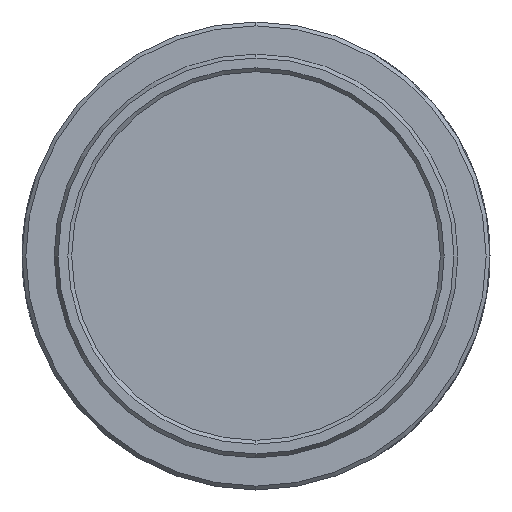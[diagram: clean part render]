
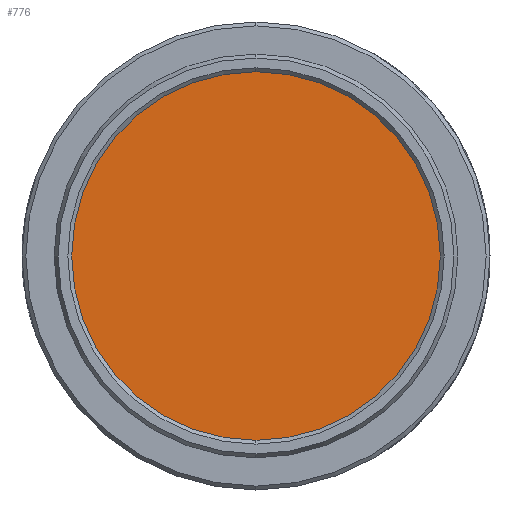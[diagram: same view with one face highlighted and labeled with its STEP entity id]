
A CAD part, left-side view. The second image highlights one B-rep face of the part: STEP entity #776.
In plain terms, the highlighted planar face has unit normal (-1, 0, 0).
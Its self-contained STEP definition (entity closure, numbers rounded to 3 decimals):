
#776 = ADVANCED_FACE ( 'NONE', ( #817 ), #6866, .F. ) ;
#817 = FACE_OUTER_BOUND ( 'NONE', #9196, .T. ) ;
#928 = CIRCLE ( 'NONE', #5430, 12.7 ) ;
#1385 = VERTEX_POINT ( 'NONE', #1438 ) ;
#1438 = CARTESIAN_POINT ( 'NONE',  ( -1.905, 2.623, -12.426 ) ) ;
#1446 = AXIS2_PLACEMENT_3D ( 'NONE', #1716, #3943, #9095 ) ;
#1716 = CARTESIAN_POINT ( 'NONE',  ( -1.905, 0., 0. ) ) ;
#1820 = DIRECTION ( 'NONE',  ( 1., 0., 0. ) ) ;
#2152 = CIRCLE ( 'NONE', #5806, 12.7 ) ;
#3719 = CARTESIAN_POINT ( 'NONE',  ( -1.905, 0., 0. ) ) ;
#3943 = DIRECTION ( 'NONE',  ( 1., 0., 0. ) ) ;
#4471 = DIRECTION ( 'NONE',  ( 0., 0.207, -0.978 ) ) ;
#4584 = ORIENTED_EDGE ( 'NONE', *, *, #9349, .F. ) ;
#5430 = AXIS2_PLACEMENT_3D ( 'NONE', #3719, #8894, #4471 ) ;
#5806 = AXIS2_PLACEMENT_3D ( 'NONE', #6250, #1820, #6996 ) ;
#6250 = CARTESIAN_POINT ( 'NONE',  ( -1.905, 0., 0. ) ) ;
#6560 = VERTEX_POINT ( 'NONE', #6586 ) ;
#6586 = CARTESIAN_POINT ( 'NONE',  ( -1.905, -2.623, 12.426 ) ) ;
#6866 = PLANE ( 'NONE',  #1446 ) ;
#6986 = ORIENTED_EDGE ( 'NONE', *, *, #8198, .F. ) ;
#6996 = DIRECTION ( 'NONE',  ( 0., 0.207, -0.978 ) ) ;
#8198 = EDGE_CURVE ( 'NONE', #1385, #6560, #2152, .T. ) ;
#8894 = DIRECTION ( 'NONE',  ( 1., 0., 0. ) ) ;
#9095 = DIRECTION ( 'NONE',  ( 0., 0.207, -0.978 ) ) ;
#9196 = EDGE_LOOP ( 'NONE', ( #6986, #4584 ) ) ;
#9349 = EDGE_CURVE ( 'NONE', #6560, #1385, #928, .T. ) ;
